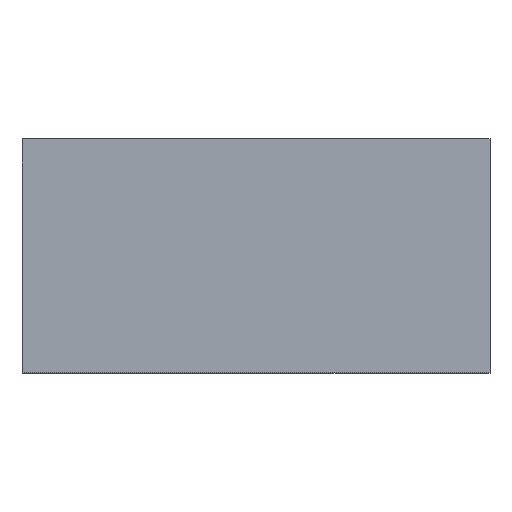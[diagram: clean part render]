
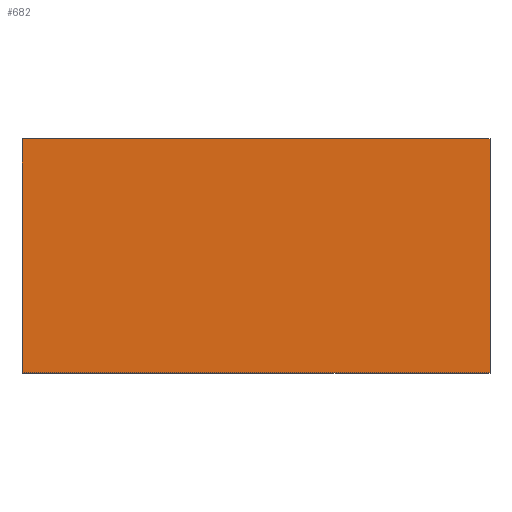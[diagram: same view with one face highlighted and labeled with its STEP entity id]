
A CAD part, top view. The second image highlights one B-rep face of the part: STEP entity #682.
In plain terms, the highlighted planar face has unit normal (0, 0, 1).
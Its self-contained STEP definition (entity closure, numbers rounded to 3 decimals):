
#682 = ADVANCED_FACE( '', ( #1173 ), #1174, .T. );
#1173 = FACE_OUTER_BOUND( '', #1625, .T. );
#1174 = PLANE( '', #1626 );
#1625 = EDGE_LOOP( '', ( #2500, #2501, #2502, #2503 ) );
#1626 = AXIS2_PLACEMENT_3D( '', #2504, #2505, #2506 );
#2500 = ORIENTED_EDGE( '', *, *, #3206, .T. );
#2501 = ORIENTED_EDGE( '', *, *, #3391, .T. );
#2502 = ORIENTED_EDGE( '', *, *, #3392, .T. );
#2503 = ORIENTED_EDGE( '', *, *, #3170, .T. );
#2504 = CARTESIAN_POINT( '', ( 0., 0., 0.11 ) );
#2505 = DIRECTION( '', ( 0., 0., 1. ) );
#2506 = DIRECTION( '', ( 1., 0., 0. ) );
#3170 = EDGE_CURVE( '', #3733, #3731, #3734, .T. );
#3206 = EDGE_CURVE( '', #3731, #3788, #3790, .T. );
#3391 = EDGE_CURVE( '', #3788, #4057, #4058, .T. );
#3392 = EDGE_CURVE( '', #4057, #3733, #4059, .T. );
#3731 = VERTEX_POINT( '', #4500 );
#3733 = VERTEX_POINT( '', #4503 );
#3734 = LINE( '', #4504, #4505 );
#3788 = VERTEX_POINT( '', #4582 );
#3790 = LINE( '', #4585, #4586 );
#4057 = VERTEX_POINT( '', #4973 );
#4058 = LINE( '', #4974, #4975 );
#4059 = LINE( '', #4976, #4977 );
#4500 = CARTESIAN_POINT( '', ( -0.5, 0.25, 0.11 ) );
#4503 = CARTESIAN_POINT( '', ( 0.5, 0.25, 0.11 ) );
#4504 = CARTESIAN_POINT( '', ( 0.5, 0.25, 0.11 ) );
#4505 = VECTOR( '', #5308, 1000. );
#4582 = CARTESIAN_POINT( '', ( -0.5, -0.25, 0.11 ) );
#4585 = CARTESIAN_POINT( '', ( -0.5, 0.25, 0.11 ) );
#4586 = VECTOR( '', #5339, 1000. );
#4973 = CARTESIAN_POINT( '', ( 0.5, -0.25, 0.11 ) );
#4974 = CARTESIAN_POINT( '', ( -0.5, -0.25, 0.11 ) );
#4975 = VECTOR( '', #5499, 1000. );
#4976 = CARTESIAN_POINT( '', ( 0.5, -0.25, 0.11 ) );
#4977 = VECTOR( '', #5500, 1000. );
#5308 = DIRECTION( '', ( -1., 0., 0. ) );
#5339 = DIRECTION( '', ( 0., -1., 0. ) );
#5499 = DIRECTION( '', ( 1., 0., 0. ) );
#5500 = DIRECTION( '', ( 0., 1., 0. ) );
